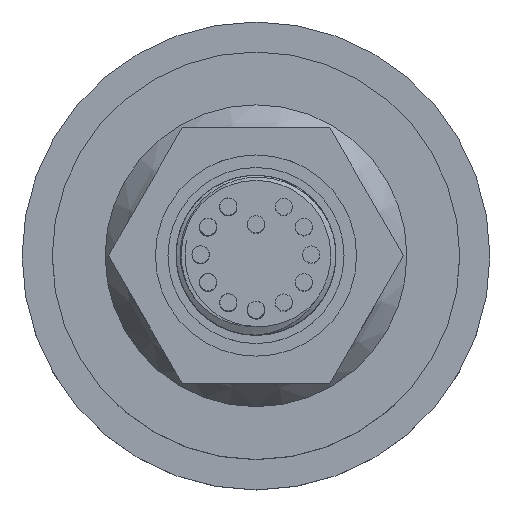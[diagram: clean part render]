
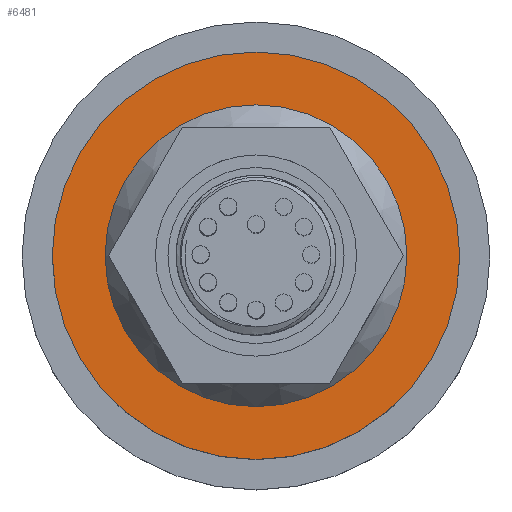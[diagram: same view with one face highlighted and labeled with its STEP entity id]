
A CAD part, top view. The second image highlights one B-rep face of the part: STEP entity #6481.
In plain terms, the highlighted planar face has unit normal (0, 0, 1).
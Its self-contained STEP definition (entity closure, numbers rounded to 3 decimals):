
#91=FACE_BOUND($,#2168,.T.);
#92=FACE_BOUND($,#2169,.T.);
#1320=PLANE($,#6764);
#1384=CIRCLE($,#6760,15.);
#1385=CIRCLE($,#6762,20.25);
#2168=EDGE_LOOP($,(#5637));
#2169=EDGE_LOOP($,(#5638));
#3047=VERTEX_POINT($,#18587);
#3048=VERTEX_POINT($,#18590);
#3910=EDGE_CURVE($,#3047,#3047,#1384,.T.);
#3911=EDGE_CURVE($,#3048,#3048,#1385,.T.);
#5637=ORIENTED_EDGE($,*,*,#3910,.T.);
#5638=ORIENTED_EDGE($,*,*,#3911,.F.);
#6481=ADVANCED_FACE($,(#91,#92),#1320,.F.);
#6760=AXIS2_PLACEMENT_3D($,#18588,#7821,#7822);
#6762=AXIS2_PLACEMENT_3D($,#18591,#7825,#7826);
#6764=AXIS2_PLACEMENT_3D($,#18594,#7829,#7830);
#7821=DIRECTION('center_axis',(0.,0.,-1.));
#7822=DIRECTION('ref_axis',(1.,0.,0.));
#7825=DIRECTION('center_axis',(0.,0.,-1.));
#7826=DIRECTION('ref_axis',(-1.,0.,0.));
#7829=DIRECTION('center_axis',(0.,0.,-1.));
#7830=DIRECTION('ref_axis',(-1.,0.,0.));
#18587=CARTESIAN_POINT('',(-15.,0.,29.));
#18588=CARTESIAN_POINT('Origin',(0.,0.,29.));
#18590=CARTESIAN_POINT('',(20.25,0.,29.));
#18591=CARTESIAN_POINT('Origin',(0.,0.,29.));
#18594=CARTESIAN_POINT('Origin',(0.,0.,29.));
